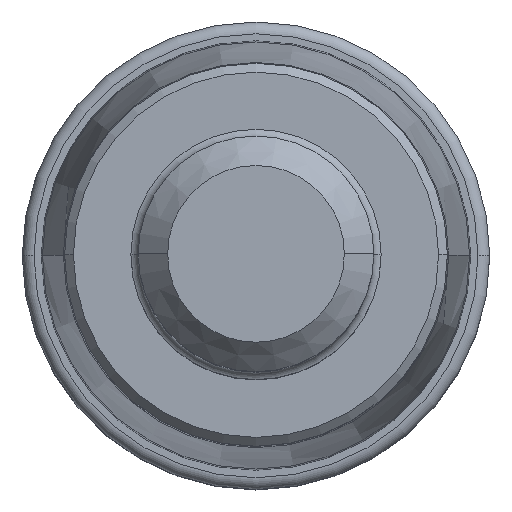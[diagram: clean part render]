
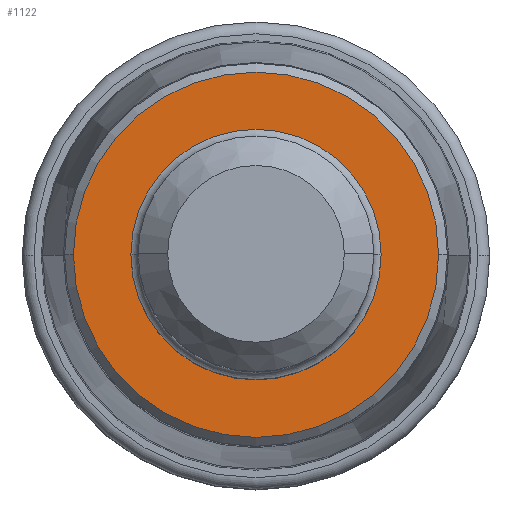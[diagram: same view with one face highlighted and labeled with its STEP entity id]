
A CAD part, top view. The second image highlights one B-rep face of the part: STEP entity #1122.
In plain terms, the highlighted planar face has unit normal (0, 0, 1).
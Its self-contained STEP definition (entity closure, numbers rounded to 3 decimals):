
#989=PLANE('',#3453);
#995=FACE_BOUND('',#1405,.T.);
#996=FACE_BOUND('',#1406,.T.);
#1122=ADVANCED_FACE('',(#995,#996),#989,.F.);
#1405=EDGE_LOOP('',(#1918,#1919));
#1406=EDGE_LOOP('',(#1920,#1921));
#1918=ORIENTED_EDGE('',*,*,#2388,.T.);
#1919=ORIENTED_EDGE('',*,*,#2391,.T.);
#1920=ORIENTED_EDGE('',*,*,#2392,.T.);
#1921=ORIENTED_EDGE('',*,*,#2393,.T.);
#2124=VERTEX_POINT('',#5906);
#2125=VERTEX_POINT('',#5907);
#2126=VERTEX_POINT('',#5914);
#2127=VERTEX_POINT('',#5915);
#2388=EDGE_CURVE('',#2124,#2125,#2749,.T.);
#2391=EDGE_CURVE('',#2125,#2124,#2750,.T.);
#2392=EDGE_CURVE('',#2126,#2127,#2751,.T.);
#2393=EDGE_CURVE('',#2127,#2126,#2752,.T.);
#2749=CIRCLE('',#3447,6.2);
#2750=CIRCLE('',#3449,6.2);
#2751=CIRCLE('',#3451,4.25);
#2752=CIRCLE('',#3452,4.25);
#3447=AXIS2_PLACEMENT_3D('',#5905,#4011,#4012);
#3449=AXIS2_PLACEMENT_3D('',#5911,#4017,#4018);
#3451=AXIS2_PLACEMENT_3D('',#5913,#4021,#4022);
#3452=AXIS2_PLACEMENT_3D('',#5916,#4023,#4024);
#3453=AXIS2_PLACEMENT_3D('',#5917,#4025,#4026);
#4011=DIRECTION('',(0.,0.,1.));
#4012=DIRECTION('',(1.,0.,0.));
#4017=DIRECTION('',(0.,0.,1.));
#4018=DIRECTION('',(-1.,0.,0.));
#4021=DIRECTION('',(0.,0.,-1.));
#4022=DIRECTION('',(1.,0.,0.));
#4023=DIRECTION('',(0.,0.,-1.));
#4024=DIRECTION('',(-1.,0.,0.));
#4025=DIRECTION('',(0.,0.,-1.));
#4026=DIRECTION('',(1.,0.,0.));
#5905=CARTESIAN_POINT('',(0.,0.,0.));
#5906=CARTESIAN_POINT('',(6.2,0.,0.));
#5907=CARTESIAN_POINT('',(-6.2,0.,0.));
#5911=CARTESIAN_POINT('',(0.,0.,0.));
#5913=CARTESIAN_POINT('',(0.,0.,0.));
#5914=CARTESIAN_POINT('',(4.25,0.,0.));
#5915=CARTESIAN_POINT('',(-4.25,0.,0.));
#5916=CARTESIAN_POINT('',(0.,0.,0.));
#5917=CARTESIAN_POINT('',(0.,0.,0.));
